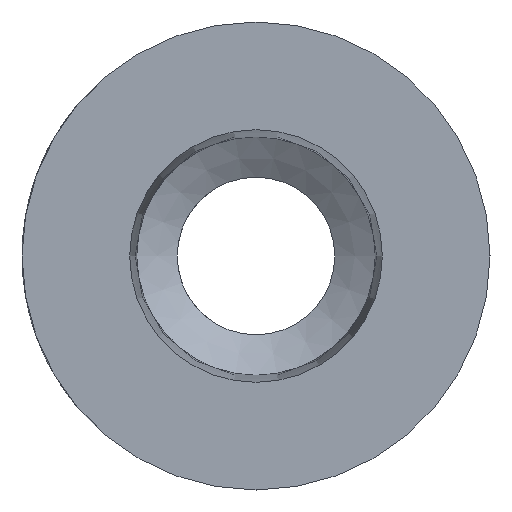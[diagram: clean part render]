
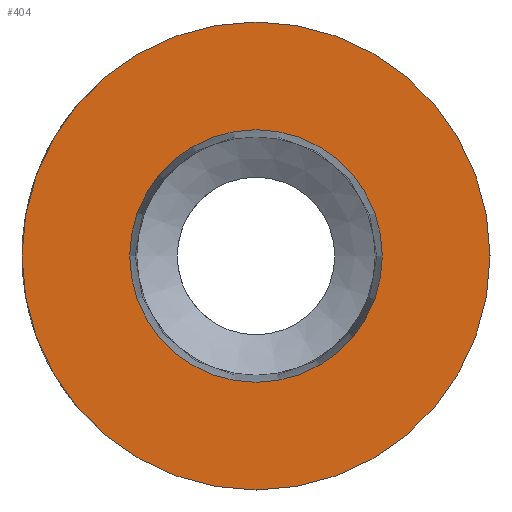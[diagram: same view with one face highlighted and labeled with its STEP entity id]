
A CAD part, left-side view. The second image highlights one B-rep face of the part: STEP entity #404.
In plain terms, the highlighted planar face has unit normal (-1, 0, 0).
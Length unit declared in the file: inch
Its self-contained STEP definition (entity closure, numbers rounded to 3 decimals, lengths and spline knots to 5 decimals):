
#255=CARTESIAN_POINT('',(-1.16034,0.57088,0.0));
#256=VERTEX_POINT('',#255);
#257=CARTESIAN_POINT('',(-1.16034,0.07088,0.0));
#258=DIRECTION('',(1.0,0.0,0.0));
#259=DIRECTION('',(0.0,1.0,0.0));
#260=AXIS2_PLACEMENT_3D('',#257,#258,#259);
#261=CIRCLE('',#260,0.5);
#262=EDGE_CURVE('',#256,#256,#261,.T.);
#378=CARTESIAN_POINT('',(-1.16034,0.34088,0.0));
#379=VERTEX_POINT('',#378);
#380=CARTESIAN_POINT('',(-1.16034,0.07088,0.0));
#381=DIRECTION('',(1.0,0.0,0.0));
#382=DIRECTION('',(0.0,1.0,0.0));
#383=AXIS2_PLACEMENT_3D('',#380,#381,#382);
#384=CIRCLE('',#383,0.27);
#385=EDGE_CURVE('',#379,#379,#384,.T.);
#393=CARTESIAN_POINT('',(-1.16034,0.45588,0.0));
#394=DIRECTION('',(-1.0,0.0,0.0));
#395=DIRECTION('',(0.0,0.0,1.0));
#396=AXIS2_PLACEMENT_3D('',#393,#394,#395);
#397=PLANE('',#396);
#398=ORIENTED_EDGE('',*,*,#262,.F.);
#399=EDGE_LOOP('',(#398));
#400=FACE_OUTER_BOUND('',#399,.T.);
#401=ORIENTED_EDGE('',*,*,#385,.T.);
#402=EDGE_LOOP('',(#401));
#403=FACE_BOUND('',#402,.T.);
#404=ADVANCED_FACE('',(#400,#403),#397,.T.);
